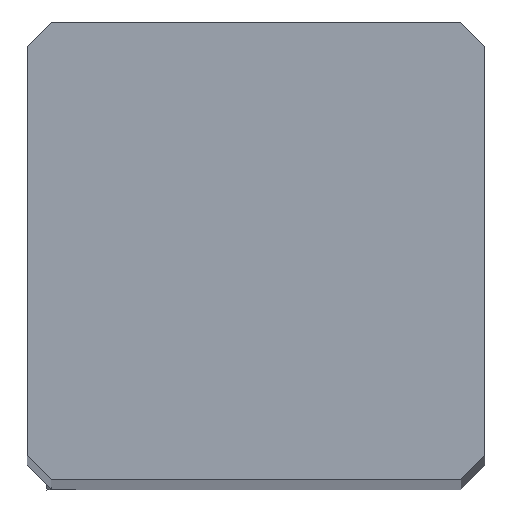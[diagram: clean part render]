
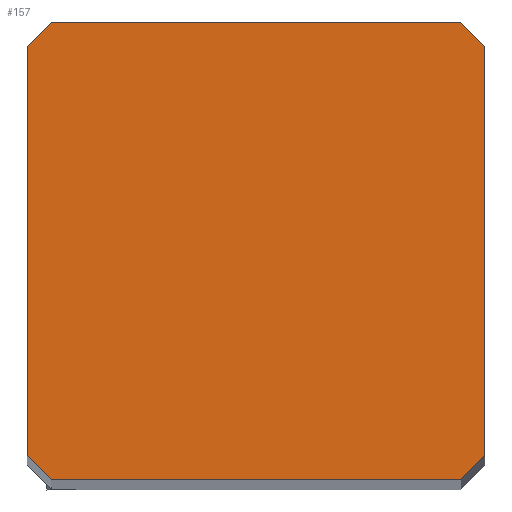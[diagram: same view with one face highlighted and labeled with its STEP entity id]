
A CAD part, top view. The second image highlights one B-rep face of the part: STEP entity #157.
In plain terms, the highlighted planar face has unit normal (0, 0, 1).
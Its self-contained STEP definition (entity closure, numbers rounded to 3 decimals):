
#101=FACE_OUTER_BOUND('',#246,.T.);
#157=ADVANCED_FACE('',(#101),#215,.T.);
#215=PLANE('',#1195);
#246=EDGE_LOOP('',(#503,#504,#505,#506,#507,#508,#509,#510));
#307=LINE('',#1649,#396);
#319=LINE('',#1677,#408);
#320=LINE('',#1679,#409);
#321=LINE('',#1680,#410);
#322=LINE('',#1682,#411);
#323=LINE('',#1684,#412);
#324=LINE('',#1686,#413);
#325=LINE('',#1688,#414);
#396=VECTOR('',#1325,1.);
#408=VECTOR('',#1345,1.);
#409=VECTOR('',#1348,1.);
#410=VECTOR('',#1349,1.);
#411=VECTOR('',#1350,1.);
#412=VECTOR('',#1351,1.);
#413=VECTOR('',#1352,1.);
#414=VECTOR('',#1353,1.);
#503=ORIENTED_EDGE('',*,*,#927,.F.);
#504=ORIENTED_EDGE('',*,*,#928,.T.);
#505=ORIENTED_EDGE('',*,*,#913,.T.);
#506=ORIENTED_EDGE('',*,*,#929,.T.);
#507=ORIENTED_EDGE('',*,*,#930,.F.);
#508=ORIENTED_EDGE('',*,*,#931,.T.);
#509=ORIENTED_EDGE('',*,*,#932,.T.);
#510=ORIENTED_EDGE('',*,*,#933,.T.);
#806=VERTEX_POINT('',#1648);
#807=VERTEX_POINT('',#1650);
#817=VERTEX_POINT('',#1674);
#818=VERTEX_POINT('',#1676);
#819=VERTEX_POINT('',#1681);
#820=VERTEX_POINT('',#1683);
#821=VERTEX_POINT('',#1685);
#822=VERTEX_POINT('',#1687);
#913=EDGE_CURVE('',#807,#806,#307,.T.);
#927=EDGE_CURVE('',#818,#817,#319,.T.);
#928=EDGE_CURVE('',#818,#807,#320,.T.);
#929=EDGE_CURVE('',#806,#819,#321,.T.);
#930=EDGE_CURVE('',#820,#819,#322,.T.);
#931=EDGE_CURVE('',#820,#821,#323,.T.);
#932=EDGE_CURVE('',#821,#822,#324,.T.);
#933=EDGE_CURVE('',#822,#817,#325,.T.);
#1195=AXIS2_PLACEMENT_3D('',#1689,#1354,#1355);
#1325=DIRECTION('',(1.,0.,0.));
#1345=DIRECTION('',(0.,1.,0.));
#1348=DIRECTION('',(0.707,-0.707,0.));
#1349=DIRECTION('',(0.707,0.707,0.));
#1350=DIRECTION('',(0.,-1.,0.));
#1351=DIRECTION('',(-0.707,0.707,0.));
#1352=DIRECTION('',(-1.,0.,0.));
#1353=DIRECTION('',(-0.707,-0.707,0.));
#1354=DIRECTION('',(0.,0.,1.));
#1355=DIRECTION('',(1.,0.,0.));
#1648=CARTESIAN_POINT('',(-0.5,0.,0.));
#1649=CARTESIAN_POINT('',(-9.025,0.,0.));
#1650=CARTESIAN_POINT('',(-9.025,0.,0.));
#1674=CARTESIAN_POINT('',(-9.525,9.025,0.));
#1676=CARTESIAN_POINT('',(-9.525,0.5,0.));
#1677=CARTESIAN_POINT('',(-9.525,0.5,0.));
#1679=CARTESIAN_POINT('',(-9.525,0.5,0.));
#1680=CARTESIAN_POINT('',(-0.5,0.,0.));
#1681=CARTESIAN_POINT('',(0.,0.5,0.));
#1682=CARTESIAN_POINT('',(0.,9.025,0.));
#1683=CARTESIAN_POINT('',(0.,9.025,0.));
#1684=CARTESIAN_POINT('',(0.,9.025,0.));
#1685=CARTESIAN_POINT('',(-0.5,9.525,0.));
#1686=CARTESIAN_POINT('',(-0.5,9.525,0.));
#1687=CARTESIAN_POINT('',(-9.025,9.525,0.));
#1688=CARTESIAN_POINT('',(-9.025,9.525,0.));
#1689=CARTESIAN_POINT('',(-4.763,4.763,0.));
